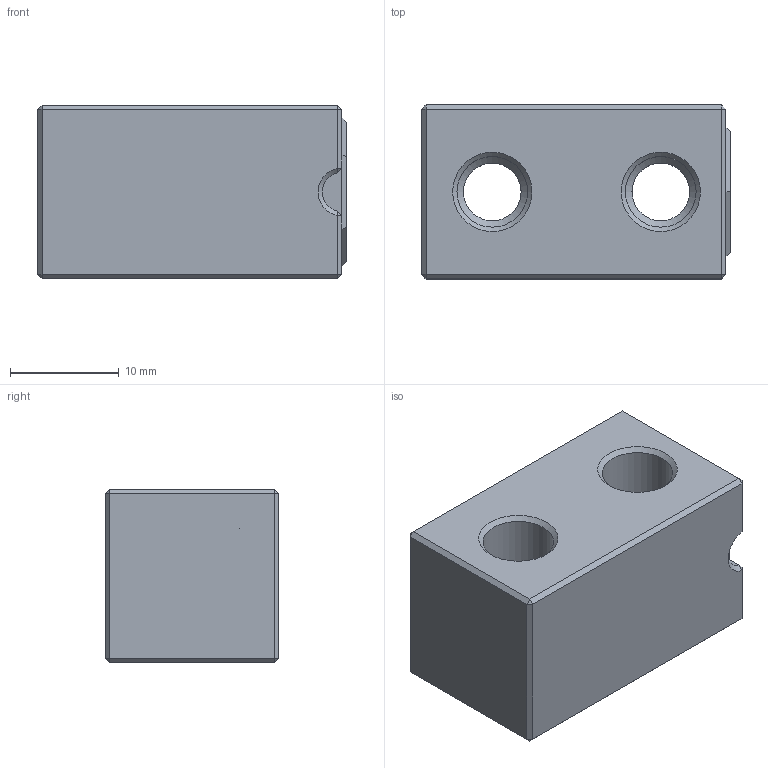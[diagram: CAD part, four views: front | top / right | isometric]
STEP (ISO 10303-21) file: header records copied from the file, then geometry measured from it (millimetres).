
FILE_DESCRIPTION(/* description */ (''),/* implementation_level */ '2;1');
FILE_NAME(/* name */ 'Fystec M5 Insert Nut Block v7.step',/* time_stamp */ '2022-12-11T21:55:20-05:00',/* author */ (''),/* organization */ (''),/* preprocessor_version */ 'ST-DEVELOPER v19',/* originating_system */ 'Autodesk Translation Framework v11.7.0.108',/* authorisation */ '');
FILE_SCHEMA (('AUTOMOTIVE_DESIGN { 1 0 10303 214 3 1 1 }'));
Length unit declared in the file: millimetre
Products named in the file (1): Fystec M5 Insert Nut Block
Bounding box: 28.4 x 16 x 16 mm (x, y, z)
Volume: 6197 mm3; surface area: 2764.2 mm2
Topology: 1 solids, 1 shells, 82 faces, 179 edges, 102 vertices
Faces by surface type: plane 64, cone 10, cylinder 8
Full cylindrical faces by diameter (mm): 5.3 x2, 6.5 x4
Entity records: 2190 total; most frequent: CARTESIAN_POINT 372, DIRECTION 367, ORIENTED_EDGE 358, EDGE_CURVE 179, LINE 149, VECTOR 149, AXIS2_PLACEMENT_3D 109, VERTEX_POINT 102
